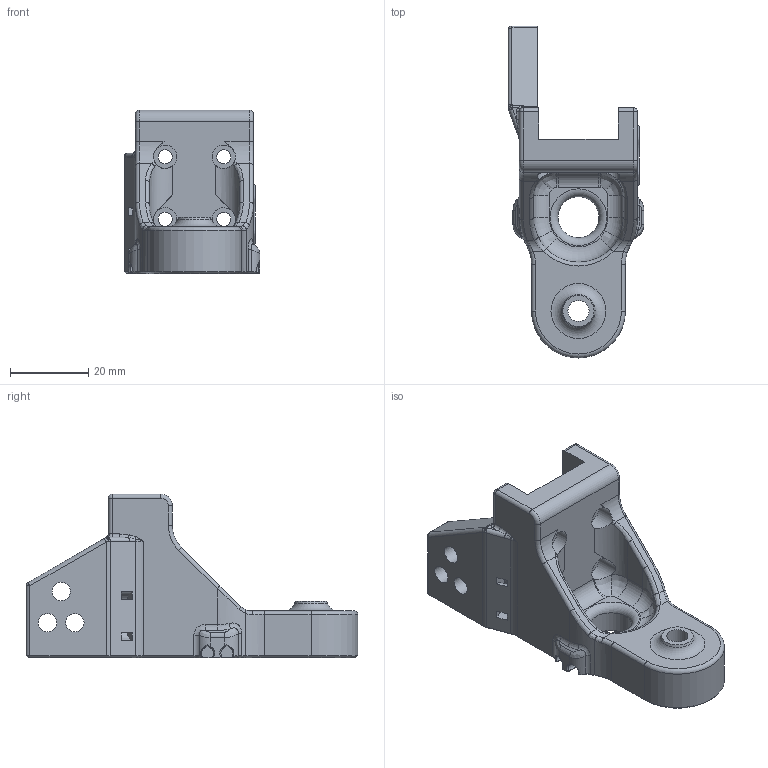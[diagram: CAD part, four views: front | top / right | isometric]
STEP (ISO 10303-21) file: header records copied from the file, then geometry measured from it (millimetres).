
FILE_DESCRIPTION(/* description */ (''),/* implementation_level */ '2;1');
FILE_NAME(/* name */ 'ZCarriageRear_3holes_WS8 v1.step',/* time_stamp */ '2023-02-21T23:20:00-05:00',/* author */ (''),/* organization */ (''),/* preprocessor_version */ 'ST-DEVELOPER v19.2',/* originating_system */ 'Autodesk Translation Framework v11.17.0.187',/* authorisation */ '');
FILE_SCHEMA (('AUTOMOTIVE_DESIGN { 1 0 10303 214 3 1 1 }'));
Length unit declared in the file: millimetre
Products named in the file (1): ZCarriageRear_3holes_WS8
Bounding box: 34.75 x 84.9 x 41.9 mm (x, y, z)
Volume: 29940.3 mm3; surface area: 11856.5 mm2
Topology: 1 solids, 1 shells, 319 faces, 794 edges, 483 vertices
Faces by surface type: plane 105, cylinder 79, bspline 74, cone 40, torus 17, sphere 4
Full cylindrical faces by diameter (mm): 3.6 x4, 4.7 x3, 5.4 x1, 6 x4, 10.5 x1
Entity records: 12370 total; most frequent: CARTESIAN_POINT 5050, ORIENTED_EDGE 1584, DIRECTION 1413, EDGE_CURVE 792, AXIS2_PLACEMENT_3D 531, VERTEX_POINT 483, LINE 351, VECTOR 351
